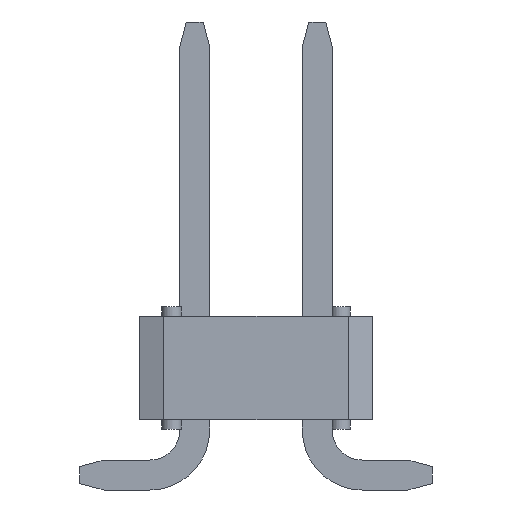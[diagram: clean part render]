
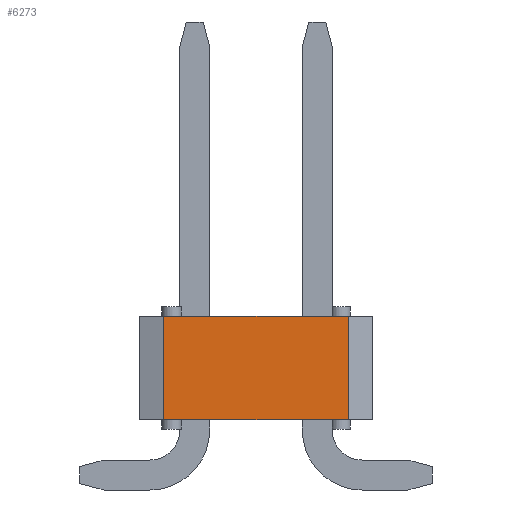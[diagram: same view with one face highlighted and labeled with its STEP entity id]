
A CAD part, left-side view. The second image highlights one B-rep face of the part: STEP entity #6273.
In plain terms, the highlighted planar face has unit normal (-1, 0, 0).
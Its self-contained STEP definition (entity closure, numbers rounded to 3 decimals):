
#1141 = VERTEX_POINT('',#1142);
#1142 = CARTESIAN_POINT('',(-8.89,-1.925,1.46));
#1148 = EDGE_CURVE('',#1149,#1141,#1151,.T.);
#1149 = VERTEX_POINT('',#1150);
#1150 = CARTESIAN_POINT('',(-8.89,1.905,1.46));
#1151 = LINE('',#1152,#1153);
#1152 = CARTESIAN_POINT('',(-8.89,2.405,1.46));
#1153 = VECTOR('',#1154,1.);
#1154 = DIRECTION('',(0.,-1.,0.));
#1849 = VERTEX_POINT('',#1850);
#1850 = CARTESIAN_POINT('',(-8.89,-1.925,3.6));
#2292 = VERTEX_POINT('',#2293);
#2293 = CARTESIAN_POINT('',(-8.89,1.905,3.6));
#2299 = EDGE_CURVE('',#2292,#1849,#2300,.T.);
#2300 = LINE('',#2301,#2302);
#2301 = CARTESIAN_POINT('',(-8.89,2.405,3.6));
#2302 = VECTOR('',#2303,1.);
#2303 = DIRECTION('',(0.,-1.,0.));
#6260 = EDGE_CURVE('',#1849,#1141,#6261,.T.);
#6261 = LINE('',#6262,#6263);
#6262 = CARTESIAN_POINT('',(-8.89,-1.925,3.8));
#6263 = VECTOR('',#6264,1.);
#6264 = DIRECTION('',(-0.,0.,-1.));
#6273 = ADVANCED_FACE('',(#6274),#6285,.F.);
#6274 = FACE_BOUND('',#6275,.T.);
#6275 = EDGE_LOOP('',(#6276,#6282,#6283,#6284));
#6276 = ORIENTED_EDGE('',*,*,#6277,.T.);
#6277 = EDGE_CURVE('',#2292,#1149,#6278,.T.);
#6278 = LINE('',#6279,#6280);
#6279 = CARTESIAN_POINT('',(-8.89,1.905,3.8));
#6280 = VECTOR('',#6281,1.);
#6281 = DIRECTION('',(-0.,0.,-1.));
#6282 = ORIENTED_EDGE('',*,*,#1148,.T.);
#6283 = ORIENTED_EDGE('',*,*,#6260,.F.);
#6284 = ORIENTED_EDGE('',*,*,#2299,.F.);
#6285 = PLANE('',#6286);
#6286 = AXIS2_PLACEMENT_3D('',#6287,#6288,#6289);
#6287 = CARTESIAN_POINT('',(-8.89,2.405,3.8));
#6288 = DIRECTION('',(1.,0.,0.));
#6289 = DIRECTION('',(0.,1.,0.));
